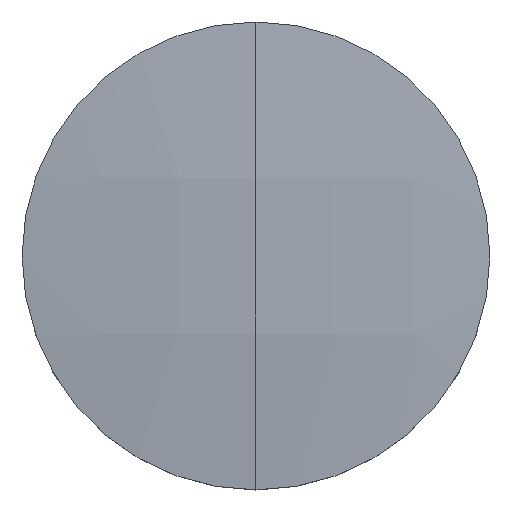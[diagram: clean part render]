
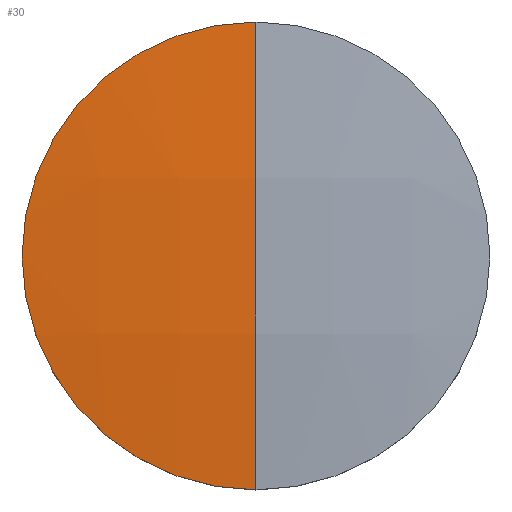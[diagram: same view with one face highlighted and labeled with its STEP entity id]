
A CAD part, top view. The second image highlights one B-rep face of the part: STEP entity #30.
In plain terms, the highlighted free-form (B-spline) face has degree [3, 3] with [4, 4] control points.
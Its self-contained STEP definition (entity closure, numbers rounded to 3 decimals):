
#14 = CARTESIAN_POINT ( 'NONE',  ( -4.242, -6.426, 2.055 ) ) ;
#17 = EDGE_CURVE ( 'NONE', #210, #66, #236, .T. ) ;
#30 = ADVANCED_FACE ( 'NONE', ( #89 ), #204, .T. ) ;
#37 = CARTESIAN_POINT ( 'NONE',  ( 0., 6.35, 2.173 ) ) ;
#38 = CARTESIAN_POINT ( 'NONE',  ( -2.138, 2.15, 2.612 ) ) ;
#43 = CARTESIAN_POINT ( 'NONE',  ( 0., 6.426, 2.165 ) ) ;
#46 = CARTESIAN_POINT ( 'NONE',  ( -6.35, 0., 2.173 ) ) ;
#48 = ORIENTED_EDGE ( 'NONE', *, *, #170, .F. ) ;
#54 = CARTESIAN_POINT ( 'NONE',  ( -2.123, -6.426, 2.165 ) ) ;
#55 = CARTESIAN_POINT ( 'NONE',  ( 0., 2.15, 2.612 ) ) ;
#60 = CIRCLE ( 'NONE', #122, 61.82 ) ;
#61 = CARTESIAN_POINT ( 'NONE',  ( -6.353, 6.426, 1.836 ) ) ;
#64 = DIRECTION ( 'NONE',  ( -1., 0., 0. ) ) ;
#66 = VERTEX_POINT ( 'NONE', #37 ) ;
#69 = AXIS2_PLACEMENT_3D ( 'NONE', #275, #194, #151 ) ;
#80 = ORIENTED_EDGE ( 'NONE', *, *, #17, .F. ) ;
#83 = CIRCLE ( 'NONE', #69, 6.35 ) ;
#89 = FACE_OUTER_BOUND ( 'NONE', #195, .T. ) ;
#105 = DIRECTION ( 'NONE',  ( 0., 0., -1. ) ) ;
#109 = CARTESIAN_POINT ( 'NONE',  ( -4.242, 6.426, 2.055 ) ) ;
#122 = AXIS2_PLACEMENT_3D ( 'NONE', #136, #64, #227 ) ;
#126 = VERTEX_POINT ( 'NONE', #219 ) ;
#136 = CARTESIAN_POINT ( 'NONE',  ( 0., 0., -59.32 ) ) ;
#145 = CARTESIAN_POINT ( 'NONE',  ( -4.273, -2.15, 2.501 ) ) ;
#146 = CARTESIAN_POINT ( 'NONE',  ( 0., 0., 2.173 ) ) ;
#151 = DIRECTION ( 'NONE',  ( 1., 0., 0. ) ) ;
#167 = CARTESIAN_POINT ( 'NONE',  ( -6.4, -2.15, 2.281 ) ) ;
#170 = EDGE_CURVE ( 'NONE', #126, #210, #83, .T. ) ;
#186 = EDGE_CURVE ( 'NONE', #126, #66, #60, .T. ) ;
#188 = ORIENTED_EDGE ( 'NONE', *, *, #186, .T. ) ;
#194 = DIRECTION ( 'NONE',  ( 0., 0., -1. ) ) ;
#195 = EDGE_LOOP ( 'NONE', ( #48, #188, #80 ) ) ;
#204 =( BOUNDED_SURFACE ( )  B_SPLINE_SURFACE ( 3, 3, ( 
 ( #286, #54, #14, #213 ),
 ( #215, #237, #145, #167 ),
 ( #55, #38, #243, #291 ),
 ( #43, #220, #109, #61 ) ),
 .UNSPECIFIED., .F., .F., .F. ) 
 B_SPLINE_SURFACE_WITH_KNOTS ( ( 4, 4 ),
 ( 4, 4 ),
 ( 0., 1. ),
 ( 0., 1. ),
 .UNSPECIFIED. ) 
 GEOMETRIC_REPRESENTATION_ITEM ( )  RATIONAL_B_SPLINE_SURFACE ( (
 ( 1., 0.999, 0.999, 1.),
 ( 0.996, 0.995, 0.995, 0.996),
 ( 0.996, 0.995, 0.995, 0.996),
 ( 1., 0.999, 0.999, 1.) ) ) 
 REPRESENTATION_ITEM ( '' )  SURFACE ( )  );
#210 = VERTEX_POINT ( 'NONE', #46 ) ;
#213 = CARTESIAN_POINT ( 'NONE',  ( -6.353, -6.426, 1.836 ) ) ;
#215 = CARTESIAN_POINT ( 'NONE',  ( 0., -2.15, 2.612 ) ) ;
#219 = CARTESIAN_POINT ( 'NONE',  ( 0., -6.35, 2.173 ) ) ;
#220 = CARTESIAN_POINT ( 'NONE',  ( -2.123, 6.426, 2.165 ) ) ;
#221 = AXIS2_PLACEMENT_3D ( 'NONE', #146, #105, #261 ) ;
#227 = DIRECTION ( 'NONE',  ( 0., -1., 0. ) ) ;
#236 = CIRCLE ( 'NONE', #221, 6.35 ) ;
#237 = CARTESIAN_POINT ( 'NONE',  ( -2.138, -2.15, 2.612 ) ) ;
#243 = CARTESIAN_POINT ( 'NONE',  ( -4.273, 2.15, 2.501 ) ) ;
#261 = DIRECTION ( 'NONE',  ( 1., 0., 0. ) ) ;
#275 = CARTESIAN_POINT ( 'NONE',  ( 0., 0., 2.173 ) ) ;
#286 = CARTESIAN_POINT ( 'NONE',  ( 0., -6.426, 2.165 ) ) ;
#291 = CARTESIAN_POINT ( 'NONE',  ( -6.4, 2.15, 2.281 ) ) ;
